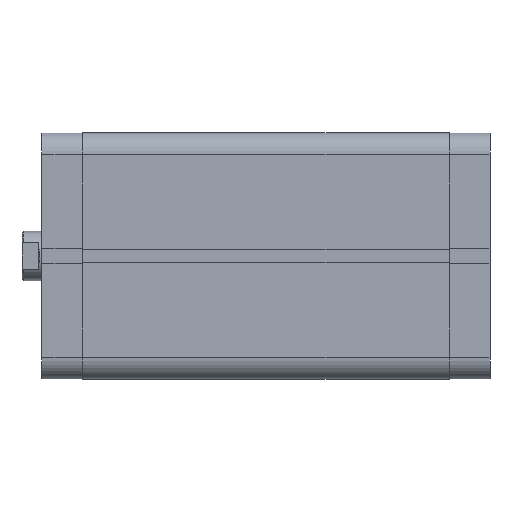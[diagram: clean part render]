
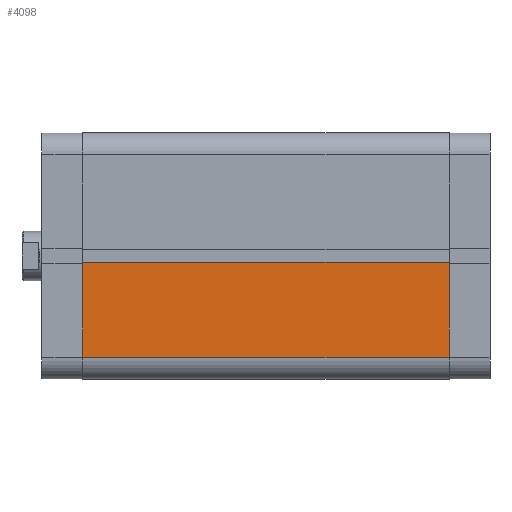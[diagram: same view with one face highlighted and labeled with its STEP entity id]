
A CAD part, front view. The second image highlights one B-rep face of the part: STEP entity #4098.
In plain terms, the highlighted face is planar.
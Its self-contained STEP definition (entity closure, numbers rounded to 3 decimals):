
#185 = EDGE_LOOP ( 'NONE', ( #1328, #1327, #1326, #1325 ) ) ;
#631 = VERTEX_POINT ( 'NONE', #2982 ) ;
#632 = VERTEX_POINT ( 'NONE', #2983 ) ;
#657 = VERTEX_POINT ( 'NONE', #3008 ) ;
#664 = VERTEX_POINT ( 'NONE', #3015 ) ;
#1325 = ORIENTED_EDGE ( 'NONE', *, *, #6374, .T. ) ;
#1326 = ORIENTED_EDGE ( 'NONE', *, *, #6297, .F. ) ;
#1327 = ORIENTED_EDGE ( 'NONE', *, *, #6375, .F. ) ;
#1328 = ORIENTED_EDGE ( 'NONE', *, *, #6344, .T. ) ;
#1910 = FACE_OUTER_BOUND ( 'NONE', #185, .T. ) ;
#2333 = AXIS2_PLACEMENT_3D ( 'NONE', #3779, #3785, #3786 ) ;
#2982 = CARTESIAN_POINT ( 'NONE',  ( 50., -41., 0. ) ) ;
#2983 = CARTESIAN_POINT ( 'NONE',  ( 50., -2.6, 0. ) ) ;
#3008 = CARTESIAN_POINT ( 'NONE',  ( 50., -2.6, 148.5 ) ) ;
#3015 = CARTESIAN_POINT ( 'NONE',  ( 50., -41., 148.5 ) ) ;
#3776 = PLANE ( 'NONE',  #2333 ) ;
#3779 = CARTESIAN_POINT ( 'NONE',  ( 50., -2.6, 148.5 ) ) ;
#3785 = DIRECTION ( 'NONE',  ( -1., 0., 0. ) ) ;
#3786 = DIRECTION ( 'NONE',  ( 0., -1., 0. ) ) ;
#4098 = ADVANCED_FACE ( 'NONE', ( #1910 ), #3776, .F. ) ;
#4352 = LINE ( 'NONE', #5396, #4359 ) ;
#4359 = VECTOR ( 'NONE', #5397, 1000. ) ;
#4453 = LINE ( 'NONE', #5499, #4457 ) ;
#4457 = VECTOR ( 'NONE', #5502, 1000. ) ;
#4510 = LINE ( 'NONE', #5567, #4511 ) ;
#4511 = VECTOR ( 'NONE', #5568, 1000. ) ;
#4512 = LINE ( 'NONE', #5569, #4513 ) ;
#4513 = VECTOR ( 'NONE', #5570, 1000. ) ;
#5396 = CARTESIAN_POINT ( 'NONE',  ( 50., -2.6, 148.5 ) ) ;
#5397 = DIRECTION ( 'NONE',  ( 0., 1., 0. ) ) ;
#5499 = CARTESIAN_POINT ( 'NONE',  ( 50., -2.6, 0. ) ) ;
#5502 = DIRECTION ( 'NONE',  ( 0., 1., 0. ) ) ;
#5567 = CARTESIAN_POINT ( 'NONE',  ( 50., -41., 148.5 ) ) ;
#5568 = DIRECTION ( 'NONE',  ( 0., 0., -1. ) ) ;
#5569 = CARTESIAN_POINT ( 'NONE',  ( 50., -2.6, 148.5 ) ) ;
#5570 = DIRECTION ( 'NONE',  ( 0., 0., -1. ) ) ;
#6297 = EDGE_CURVE ( 'NONE', #664, #657, #4352, .T. ) ;
#6344 = EDGE_CURVE ( 'NONE', #631, #632, #4453, .T. ) ;
#6374 = EDGE_CURVE ( 'NONE', #664, #631, #4510, .T. ) ;
#6375 = EDGE_CURVE ( 'NONE', #657, #632, #4512, .T. ) ;
